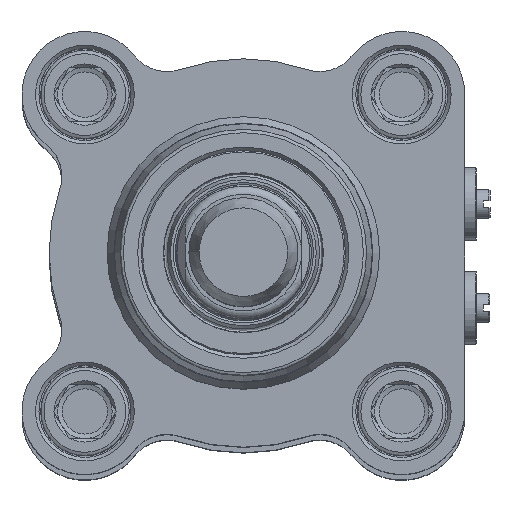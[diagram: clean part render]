
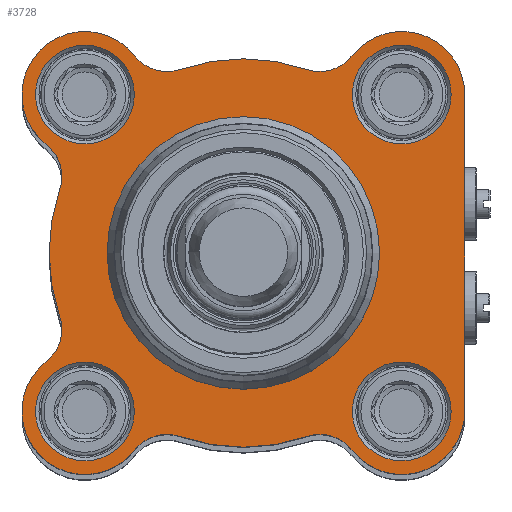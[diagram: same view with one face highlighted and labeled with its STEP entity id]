
A CAD part, top view. The second image highlights one B-rep face of the part: STEP entity #3728.
In plain terms, the highlighted planar face has unit normal (0, 0, 1).
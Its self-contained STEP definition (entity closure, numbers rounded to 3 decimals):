
#3537=CARTESIAN_POINT('',(-16.,23.25,38.8));
#3538=VERTEX_POINT('',#3537);
#3539=CARTESIAN_POINT('',(-23.25,23.25,38.8));
#3540=DIRECTION('',(0.0,0.0,1.0));
#3541=DIRECTION('',(-1.0,0.0,0.0));
#3542=AXIS2_PLACEMENT_3D('',#3539,#3540,#3541);
#3543=CIRCLE('',#3542,7.25);
#3544=EDGE_CURVE('',#3538,#3538,#3543,.T.);
#3549=CARTESIAN_POINT('',(24.25,0.0,38.8));
#3550=DIRECTION('',(0.0,0.0,1.0));
#3551=DIRECTION('',(1.0,0.0,0.0));
#3552=AXIS2_PLACEMENT_3D('',#3549,#3550,#3551);
#3553=PLANE('',#3552);
#3554=CARTESIAN_POINT('',(-9.27,-26.95,38.8));
#3555=VERTEX_POINT('',#3554);
#3556=CARTESIAN_POINT('',(9.27,-26.95,38.8));
#3557=VERTEX_POINT('',#3556);
#3558=CARTESIAN_POINT('',(0.0,0.0,38.8));
#3559=DIRECTION('',(0.0,0.0,1.0));
#3560=DIRECTION('',(1.0,0.0,0.0));
#3561=AXIS2_PLACEMENT_3D('',#3558,#3559,#3560);
#3562=CIRCLE('',#3561,28.5);
#3563=EDGE_CURVE('',#3555,#3557,#3562,.T.);
#3564=ORIENTED_EDGE('',*,*,#3563,.T.);
#3565=CARTESIAN_POINT('',(15.954,-28.936,38.8));
#3566=VERTEX_POINT('',#3565);
#3567=CARTESIAN_POINT('',(11.221,-32.624,38.8));
#3568=DIRECTION('',(0.0,0.0,1.0));
#3569=DIRECTION('',(0.285,0.959,0.0));
#3570=AXIS2_PLACEMENT_3D('',#3567,#3568,#3569);
#3571=CIRCLE('',#3570,6.);
#3572=EDGE_CURVE('',#3566,#3557,#3571,.T.);
#3573=ORIENTED_EDGE('',*,*,#3572,.F.);
#3574=CARTESIAN_POINT('',(32.5,-23.25,38.8));
#3575=VERTEX_POINT('',#3574);
#3576=CARTESIAN_POINT('',(23.25,-23.25,38.8));
#3577=DIRECTION('',(0.0,0.0,-1.0));
#3578=DIRECTION('',(1.0,0.0,0.0));
#3579=AXIS2_PLACEMENT_3D('',#3576,#3577,#3578);
#3580=CIRCLE('',#3579,9.25);
#3581=EDGE_CURVE('',#3575,#3566,#3580,.T.);
#3582=ORIENTED_EDGE('',*,*,#3581,.F.);
#3583=CARTESIAN_POINT('',(32.5,23.25,38.8));
#3584=VERTEX_POINT('',#3583);
#3585=CARTESIAN_POINT('',(32.5,23.25,38.8));
#3586=DIRECTION('',(0.0,-1.0,0.0));
#3587=VECTOR('',#3586,46.5);
#3588=LINE('',#3585,#3587);
#3589=EDGE_CURVE('',#3584,#3575,#3588,.T.);
#3590=ORIENTED_EDGE('',*,*,#3589,.F.);
#3591=CARTESIAN_POINT('',(15.954,28.936,38.8));
#3592=VERTEX_POINT('',#3591);
#3593=CARTESIAN_POINT('',(23.25,23.25,38.8));
#3594=DIRECTION('',(0.0,0.0,-1.0));
#3595=DIRECTION('',(1.0,0.0,0.0));
#3596=AXIS2_PLACEMENT_3D('',#3593,#3594,#3595);
#3597=CIRCLE('',#3596,9.25);
#3598=EDGE_CURVE('',#3592,#3584,#3597,.T.);
#3599=ORIENTED_EDGE('',*,*,#3598,.F.);
#3600=CARTESIAN_POINT('',(9.27,26.95,38.8));
#3601=VERTEX_POINT('',#3600);
#3602=CARTESIAN_POINT('',(11.221,32.624,38.8));
#3603=DIRECTION('',(0.0,0.0,1.0));
#3604=DIRECTION('',(0.285,-0.959,0.0));
#3605=AXIS2_PLACEMENT_3D('',#3602,#3603,#3604);
#3606=CIRCLE('',#3605,6.);
#3607=EDGE_CURVE('',#3601,#3592,#3606,.T.);
#3608=ORIENTED_EDGE('',*,*,#3607,.F.);
#3609=CARTESIAN_POINT('',(-9.27,26.95,38.8));
#3610=VERTEX_POINT('',#3609);
#3611=CARTESIAN_POINT('',(0.0,0.0,38.8));
#3612=DIRECTION('',(0.0,0.0,1.0));
#3613=DIRECTION('',(1.0,0.0,0.0));
#3614=AXIS2_PLACEMENT_3D('',#3611,#3612,#3613);
#3615=CIRCLE('',#3614,28.5);
#3616=EDGE_CURVE('',#3601,#3610,#3615,.T.);
#3617=ORIENTED_EDGE('',*,*,#3616,.T.);
#3618=CARTESIAN_POINT('',(-15.954,28.936,38.8));
#3619=VERTEX_POINT('',#3618);
#3620=CARTESIAN_POINT('',(-11.221,32.624,38.8));
#3621=DIRECTION('',(0.0,0.0,1.0));
#3622=DIRECTION('',(-0.285,-0.959,0.0));
#3623=AXIS2_PLACEMENT_3D('',#3620,#3621,#3622);
#3624=CIRCLE('',#3623,6.);
#3625=EDGE_CURVE('',#3619,#3610,#3624,.T.);
#3626=ORIENTED_EDGE('',*,*,#3625,.F.);
#3627=CARTESIAN_POINT('',(-28.936,15.954,38.8));
#3628=VERTEX_POINT('',#3627);
#3629=CARTESIAN_POINT('',(-23.25,23.25,38.8));
#3630=DIRECTION('',(0.0,0.0,-1.0));
#3631=DIRECTION('',(1.0,0.0,0.0));
#3632=AXIS2_PLACEMENT_3D('',#3629,#3630,#3631);
#3633=CIRCLE('',#3632,9.25);
#3634=EDGE_CURVE('',#3628,#3619,#3633,.T.);
#3635=ORIENTED_EDGE('',*,*,#3634,.F.);
#3636=CARTESIAN_POINT('',(-26.95,9.27,38.8));
#3637=VERTEX_POINT('',#3636);
#3638=CARTESIAN_POINT('',(-32.624,11.221,38.8));
#3639=DIRECTION('',(0.0,0.0,1.0));
#3640=DIRECTION('',(0.959,0.285,0.0));
#3641=AXIS2_PLACEMENT_3D('',#3638,#3639,#3640);
#3642=CIRCLE('',#3641,6.);
#3643=EDGE_CURVE('',#3637,#3628,#3642,.T.);
#3644=ORIENTED_EDGE('',*,*,#3643,.F.);
#3645=CARTESIAN_POINT('',(-26.95,-9.27,38.8));
#3646=VERTEX_POINT('',#3645);
#3647=CARTESIAN_POINT('',(0.0,0.0,38.8));
#3648=DIRECTION('',(0.0,0.0,1.0));
#3649=DIRECTION('',(1.0,0.0,0.0));
#3650=AXIS2_PLACEMENT_3D('',#3647,#3648,#3649);
#3651=CIRCLE('',#3650,28.5);
#3652=EDGE_CURVE('',#3637,#3646,#3651,.T.);
#3653=ORIENTED_EDGE('',*,*,#3652,.T.);
#3654=CARTESIAN_POINT('',(-28.936,-15.954,38.8));
#3655=VERTEX_POINT('',#3654);
#3656=CARTESIAN_POINT('',(-32.624,-11.221,38.8));
#3657=DIRECTION('',(0.0,0.0,1.0));
#3658=DIRECTION('',(0.959,-0.285,0.0));
#3659=AXIS2_PLACEMENT_3D('',#3656,#3657,#3658);
#3660=CIRCLE('',#3659,6.);
#3661=EDGE_CURVE('',#3655,#3646,#3660,.T.);
#3662=ORIENTED_EDGE('',*,*,#3661,.F.);
#3663=CARTESIAN_POINT('',(-15.954,-28.936,38.8));
#3664=VERTEX_POINT('',#3663);
#3665=CARTESIAN_POINT('',(-23.25,-23.25,38.8));
#3666=DIRECTION('',(0.0,0.0,-1.0));
#3667=DIRECTION('',(1.0,0.0,0.0));
#3668=AXIS2_PLACEMENT_3D('',#3665,#3666,#3667);
#3669=CIRCLE('',#3668,9.25);
#3670=EDGE_CURVE('',#3664,#3655,#3669,.T.);
#3671=ORIENTED_EDGE('',*,*,#3670,.F.);
#3672=CARTESIAN_POINT('',(-11.221,-32.624,38.8));
#3673=DIRECTION('',(0.0,0.0,1.0));
#3674=DIRECTION('',(-0.285,0.959,0.0));
#3675=AXIS2_PLACEMENT_3D('',#3672,#3673,#3674);
#3676=CIRCLE('',#3675,6.);
#3677=EDGE_CURVE('',#3555,#3664,#3676,.T.);
#3678=ORIENTED_EDGE('',*,*,#3677,.F.);
#3679=EDGE_LOOP('',(#3564,#3573,#3582,#3590,#3599,#3608,#3617,#3626,#3635,#3644,#3653,#3662,#3671,#3678));
#3680=FACE_OUTER_BOUND('',#3679,.T.);
#3681=CARTESIAN_POINT('',(-16.,-23.25,38.8));
#3682=VERTEX_POINT('',#3681);
#3683=CARTESIAN_POINT('',(-23.25,-23.25,38.8));
#3684=DIRECTION('',(0.0,0.0,1.0));
#3685=DIRECTION('',(-1.0,0.0,0.0));
#3686=AXIS2_PLACEMENT_3D('',#3683,#3684,#3685);
#3687=CIRCLE('',#3686,7.25);
#3688=EDGE_CURVE('',#3682,#3682,#3687,.T.);
#3689=ORIENTED_EDGE('',*,*,#3688,.F.);
#3690=EDGE_LOOP('',(#3689));
#3691=FACE_BOUND('',#3690,.T.);
#3692=CARTESIAN_POINT('',(30.5,23.25,38.8));
#3693=VERTEX_POINT('',#3692);
#3694=CARTESIAN_POINT('',(23.25,23.25,38.8));
#3695=DIRECTION('',(0.0,0.0,1.0));
#3696=DIRECTION('',(-1.0,0.0,0.0));
#3697=AXIS2_PLACEMENT_3D('',#3694,#3695,#3696);
#3698=CIRCLE('',#3697,7.25);
#3699=EDGE_CURVE('',#3693,#3693,#3698,.T.);
#3700=ORIENTED_EDGE('',*,*,#3699,.F.);
#3701=EDGE_LOOP('',(#3700));
#3702=FACE_BOUND('',#3701,.T.);
#3703=CARTESIAN_POINT('',(30.5,-23.25,38.8));
#3704=VERTEX_POINT('',#3703);
#3705=CARTESIAN_POINT('',(23.25,-23.25,38.8));
#3706=DIRECTION('',(0.0,0.0,1.0));
#3707=DIRECTION('',(-1.0,0.0,0.0));
#3708=AXIS2_PLACEMENT_3D('',#3705,#3706,#3707);
#3709=CIRCLE('',#3708,7.25);
#3710=EDGE_CURVE('',#3704,#3704,#3709,.T.);
#3711=ORIENTED_EDGE('',*,*,#3710,.F.);
#3712=EDGE_LOOP('',(#3711));
#3713=FACE_BOUND('',#3712,.T.);
#3714=ORIENTED_EDGE('',*,*,#3544,.F.);
#3715=EDGE_LOOP('',(#3714));
#3716=FACE_BOUND('',#3715,.T.);
#3717=CARTESIAN_POINT('',(20.0,0.0,38.8));
#3718=VERTEX_POINT('',#3717);
#3719=CARTESIAN_POINT('',(0.0,0.0,38.8));
#3720=DIRECTION('',(0.0,0.0,1.0));
#3721=DIRECTION('',(1.0,0.0,0.0));
#3722=AXIS2_PLACEMENT_3D('',#3719,#3720,#3721);
#3723=CIRCLE('',#3722,20.0);
#3724=EDGE_CURVE('',#3718,#3718,#3723,.T.);
#3725=ORIENTED_EDGE('',*,*,#3724,.F.);
#3726=EDGE_LOOP('',(#3725));
#3727=FACE_BOUND('',#3726,.T.);
#3728=ADVANCED_FACE('',(#3680,#3691,#3702,#3713,#3716,#3727),#3553,.T.);
